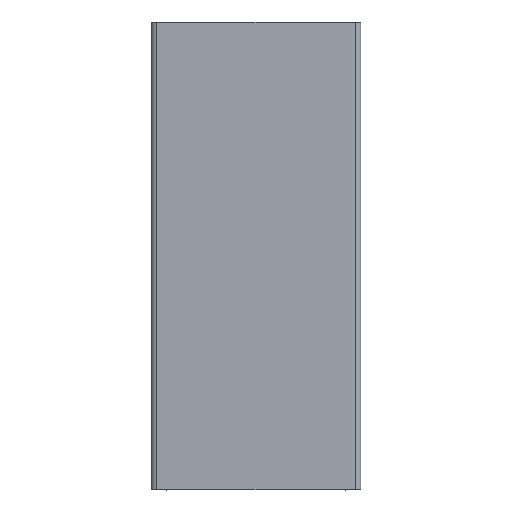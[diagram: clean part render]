
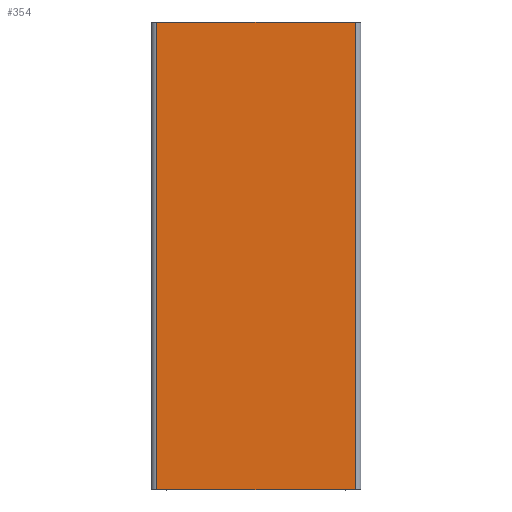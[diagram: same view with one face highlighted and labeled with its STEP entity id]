
A CAD part, top view. The second image highlights one B-rep face of the part: STEP entity #354.
In plain terms, the highlighted planar face has unit normal (0, 0, 1).
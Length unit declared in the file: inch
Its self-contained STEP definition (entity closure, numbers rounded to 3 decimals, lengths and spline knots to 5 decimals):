
#291=CARTESIAN_POINT('',(1.27,2.58392,0.48608));
#292=VERTEX_POINT('',#291);
#300=CARTESIAN_POINT('',(1.27,-3.41608,0.48608));
#301=VERTEX_POINT('',#300);
#302=CARTESIAN_POINT('',(1.27,-0.41608,0.48608));
#303=DIRECTION('',(0.,-1.,0.));
#304=VECTOR('',#303,1.);
#305=LINE('',#302,#304);
#306=EDGE_CURVE('',#292,#301,#305,.T.);
#324=CARTESIAN_POINT('',(-1.27,2.58392,0.48608));
#325=VERTEX_POINT('',#324);
#326=CARTESIAN_POINT('',(1.27,2.58392,0.48608));
#327=DIRECTION('',(-1.,0.,0.));
#328=VECTOR('',#327,1.);
#329=LINE('',#326,#328);
#330=EDGE_CURVE('',#292,#325,#329,.T.);
#331=ORIENTED_EDGE('',*,*,#330,.T.);
#332=CARTESIAN_POINT('',(-1.27,-3.41608,0.48608));
#333=VERTEX_POINT('',#332);
#334=CARTESIAN_POINT('',(-1.27,-0.41608,0.48608));
#335=DIRECTION('',(0.,1.,0.));
#336=VECTOR('',#335,1.);
#337=LINE('',#334,#336);
#338=EDGE_CURVE('',#333,#325,#337,.T.);
#339=ORIENTED_EDGE('',*,*,#338,.F.);
#340=CARTESIAN_POINT('',(1.27,-3.41608,0.48608));
#341=DIRECTION('',(1.,0.,0.));
#342=VECTOR('',#341,1.);
#343=LINE('',#340,#342);
#344=EDGE_CURVE('',#333,#301,#343,.T.);
#345=ORIENTED_EDGE('',*,*,#344,.T.);
#346=ORIENTED_EDGE('',*,*,#306,.F.);
#347=EDGE_LOOP('',(#331,#339,#345,#346));
#348=FACE_OUTER_BOUND('',#347,.T.);
#349=CARTESIAN_POINT('',(0.,-0.41608,0.48608));
#350=DIRECTION('',(0.,0.,1.));
#351=DIRECTION('',(1.,0.,0.));
#352=AXIS2_PLACEMENT_3D('',#349,#350,#351);
#353=PLANE('',#352);
#354=ADVANCED_FACE('',(#348),#353,.T.);
